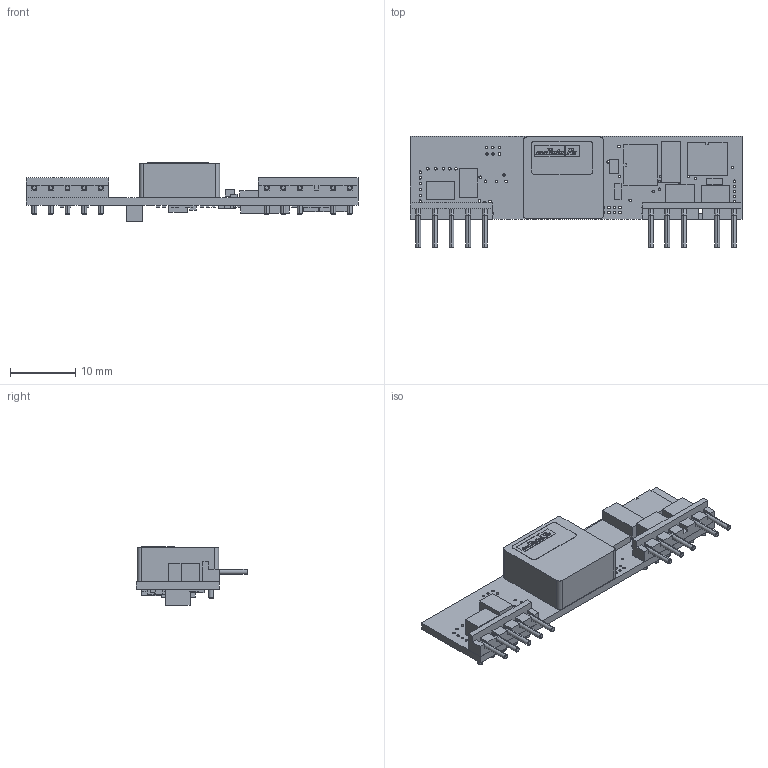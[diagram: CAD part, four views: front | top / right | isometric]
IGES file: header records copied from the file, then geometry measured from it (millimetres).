
Start section: SolidWorks IGES file using analytic representation for surfaces
Global section: file name: mps_dcdc_okx_t10_t16_d12_a.igs; native system: SolidWorks 2013; preprocessor: SolidWorks 2013; author: dbrennan; date: 140725.095739; units: millimetre
Bounding box: 50.8 x 17.02 x 9.01 mm (x, y, z)
Surface area: 3196.4 mm2 (no closed solid volume)
Topology: 0 solids, 0 shells, 743 faces, 6927 edges, 6927 vertices
Faces by surface type: bspline 476, revolution 267
